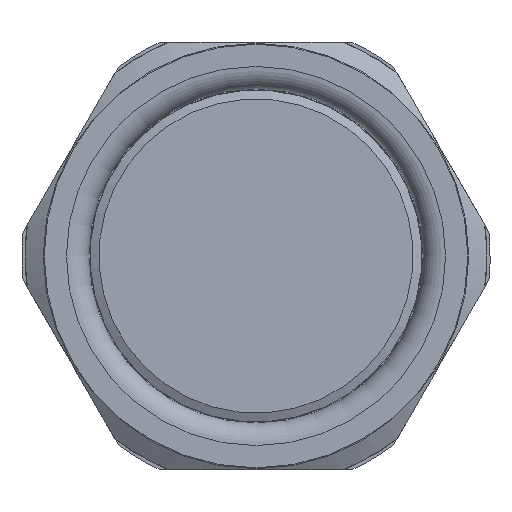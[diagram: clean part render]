
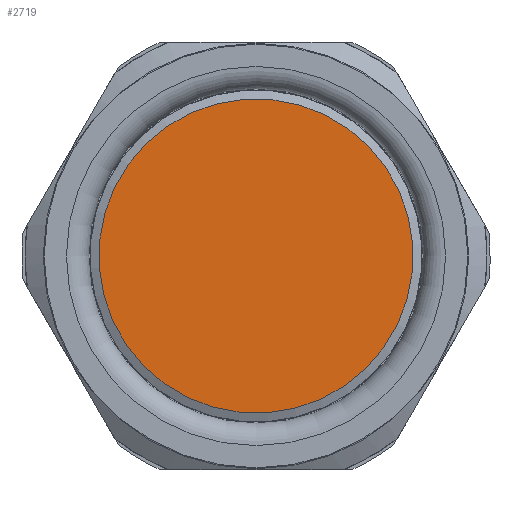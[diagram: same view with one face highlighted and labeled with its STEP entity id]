
A CAD part, left-side view. The second image highlights one B-rep face of the part: STEP entity #2719.
In plain terms, the highlighted face is planar.
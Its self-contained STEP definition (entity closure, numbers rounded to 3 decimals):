
#406=PLANE('',#3180);
#768=FACE_OUTER_BOUND('',#1086,.T.);
#1086=EDGE_LOOP('',(#2485));
#1273=CIRCLE('',#3179,34.95);
#1518=VERTEX_POINT('',#16513);
#1839=EDGE_CURVE('',#1518,#1518,#1273,.T.);
#2485=ORIENTED_EDGE('',*,*,#1839,.T.);
#2719=ADVANCED_FACE('',(#768),#406,.T.);
#3179=AXIS2_PLACEMENT_3D('',#16514,#4003,#4004);
#3180=AXIS2_PLACEMENT_3D('',#16515,#4005,#4006);
#4003=DIRECTION('center_axis',(1.,0.,0.));
#4004=DIRECTION('ref_axis',(0.,0.,-1.));
#4005=DIRECTION('center_axis',(1.,0.,0.));
#4006=DIRECTION('ref_axis',(0.,0.,-1.));
#16513=CARTESIAN_POINT('',(0.89,34.95,0.));
#16514=CARTESIAN_POINT('Origin',(0.89,0.,0.));
#16515=CARTESIAN_POINT('Origin',(0.89,0.,
0.));
